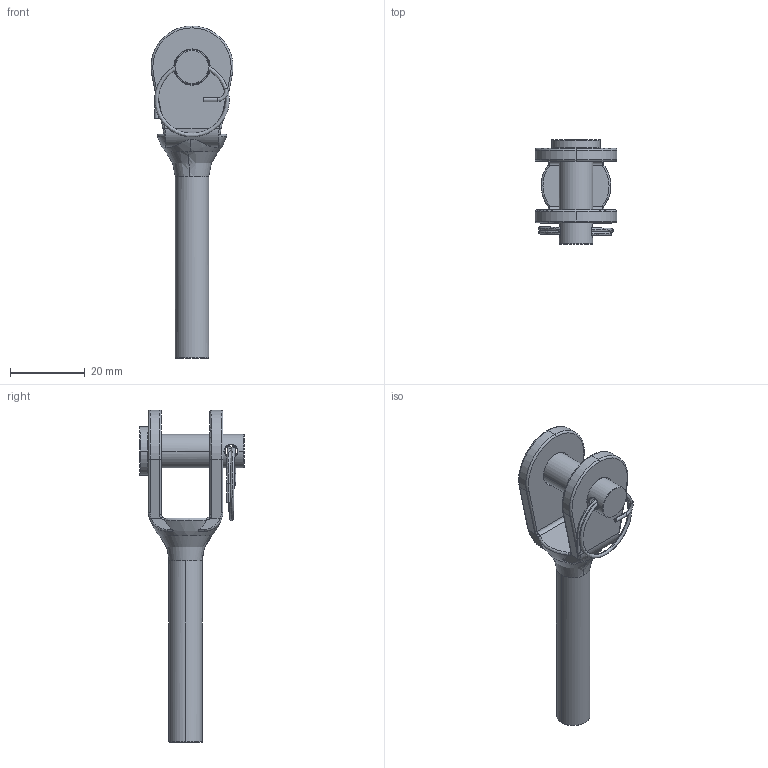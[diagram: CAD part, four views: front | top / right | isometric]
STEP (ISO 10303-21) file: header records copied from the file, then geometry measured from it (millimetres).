
FILE_DESCRIPTION (( 'STEP AP203' ), '1' );
FILE_NAME ('101200606.STEP', '2018-03-14T13:57:54', ( '' ), ( '' ), 'SwSTEP 2.0', 'SolidWorks 2015', '' );
FILE_SCHEMA (( 'CONFIG_CONTROL_DESIGN' ));
Length unit declared in the file: millimetre
Products named in the file (4): 101200606; 101200X0X Teil3_101200606 Teil3; 101200X0X Teil2_101200606 Teil2; 101200X0X Teil1_101200606 Teil1
Assembly tree (3 placements, depth 2):
  101200606
    101200X0X Teil1_101200606 Teil1
    101200X0X Teil2_101200606 Teil2
    101200X0X Teil3_101200606 Teil3
Bounding box: 21.98 x 28 x 89 mm (x, y, z)
Volume: 8537.7 mm3; surface area: 7096.5 mm2
Topology: 3 solids, 3 shells, 348 faces, 919 edges, 586 vertices
Faces by surface type: bspline 130, plane 102, cylinder 79, torus 35, cone 2
Entity records: 20393 total; most frequent: CARTESIAN_POINT 12397, ORIENTED_EDGE 1838, DIRECTION 1192, EDGE_CURVE 919, VERTEX_POINT 586, AXIS2_PLACEMENT_3D 422, EDGE_LOOP 363, LINE 348
